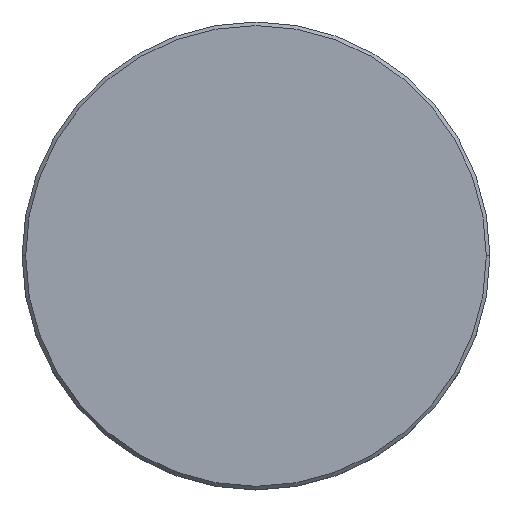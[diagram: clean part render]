
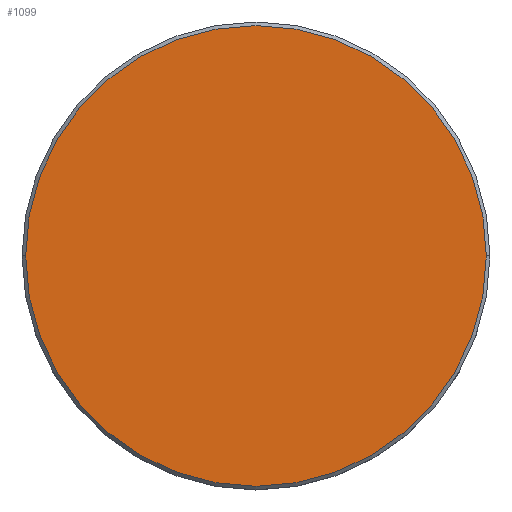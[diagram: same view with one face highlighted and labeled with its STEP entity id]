
A CAD part, top view. The second image highlights one B-rep face of the part: STEP entity #1099.
In plain terms, the highlighted planar face has unit normal (0, 0, 1).
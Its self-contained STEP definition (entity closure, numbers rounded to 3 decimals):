
#15 = CIRCLE ( 'NONE', #35, 32. ) ;
#35 = AXIS2_PLACEMENT_3D ( 'NONE', #938, #118, #788 ) ;
#66 = EDGE_CURVE ( 'NONE', #902, #97, #357, .T. ) ;
#97 = VERTEX_POINT ( 'NONE', #762 ) ;
#118 = DIRECTION ( 'NONE',  ( 0., 0., 1. ) ) ;
#177 = EDGE_LOOP ( 'NONE', ( #1005, #767 ) ) ;
#180 = CARTESIAN_POINT ( 'NONE',  ( -32., 0., 0. ) ) ;
#317 = DIRECTION ( 'NONE',  ( 1., 0., 0. ) ) ;
#357 = CIRCLE ( 'NONE', #965, 32. ) ;
#373 = CARTESIAN_POINT ( 'NONE',  ( 0., 0., 0. ) ) ;
#597 = DIRECTION ( 'NONE',  ( 0., 0., 1. ) ) ;
#666 = DIRECTION ( 'NONE',  ( 0., 0., 1. ) ) ;
#762 = CARTESIAN_POINT ( 'NONE',  ( 32., 0., 0. ) ) ;
#767 = ORIENTED_EDGE ( 'NONE', *, *, #1035, .T. ) ;
#788 = DIRECTION ( 'NONE',  ( 1., 0., 0. ) ) ;
#902 = VERTEX_POINT ( 'NONE', #180 ) ;
#938 = CARTESIAN_POINT ( 'NONE',  ( 0., 0., 0. ) ) ;
#963 = CARTESIAN_POINT ( 'NONE',  ( 0., 0., 0. ) ) ;
#965 = AXIS2_PLACEMENT_3D ( 'NONE', #373, #666, #1017 ) ;
#1005 = ORIENTED_EDGE ( 'NONE', *, *, #66, .T. ) ;
#1017 = DIRECTION ( 'NONE',  ( 1., 0., 0. ) ) ;
#1027 = AXIS2_PLACEMENT_3D ( 'NONE', #963, #597, #317 ) ;
#1035 = EDGE_CURVE ( 'NONE', #97, #902, #15, .T. ) ;
#1099 = ADVANCED_FACE ( 'NONE', ( #1153 ), #1149, .T. ) ;
#1149 = PLANE ( 'NONE',  #1027 ) ;
#1153 = FACE_OUTER_BOUND ( 'NONE', #177, .T. ) ;
